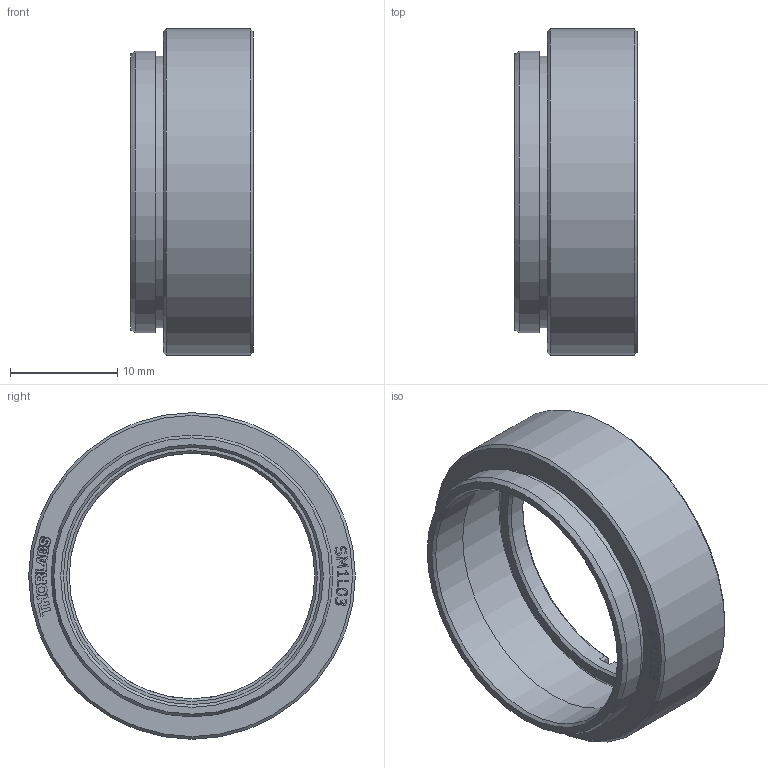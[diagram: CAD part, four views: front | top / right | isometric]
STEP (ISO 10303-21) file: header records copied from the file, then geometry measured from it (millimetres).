
FILE_DESCRIPTION(/* description */ (''),/* implementation_level */ '2;1');
FILE_NAME(/* name */ 'Lens Tube - Miniature (SM1L03).step',/* time_stamp */ '2024-06-17T21:27:10-04:00',/* author */ (''),/* organization */ (''),/* preprocessor_version */ 'ST-DEVELOPER v20',/* originating_system */ 'Autodesk Translation Framework v12.20.1.177',/* authorisation */ '');
FILE_SCHEMA (('AUTOMOTIVE_DESIGN { 1 0 10303 214 3 1 1 }'));
Length unit declared in the file: inch
Products named in the file (1): Lens Tube - Miniature (SM1L03)
Bounding box: 11.43 x 30.48 x 30.48 mm (x, y, z)
Volume: 2070.7 mm3; surface area: 3130.5 mm2
Topology: 2 solids, 2 shells, 292 faces, 785 edges, 522 vertices
Faces by surface type: bspline 160, plane 111, cone 13, cylinder 8
Full cylindrical faces by diameter (mm): 22.911 x1, 24.003 x1, 25.375 x1, 26.162 x1, 26.289 x2, 27.305 x1, 30.48 x1
Entity records: 12728 total; most frequent: CARTESIAN_POINT 5984, ORIENTED_EDGE 1570, DIRECTION 867, EDGE_CURVE 785, VERTEX_POINT 522, LINE 417, VECTOR 417, EDGE_LOOP 321
